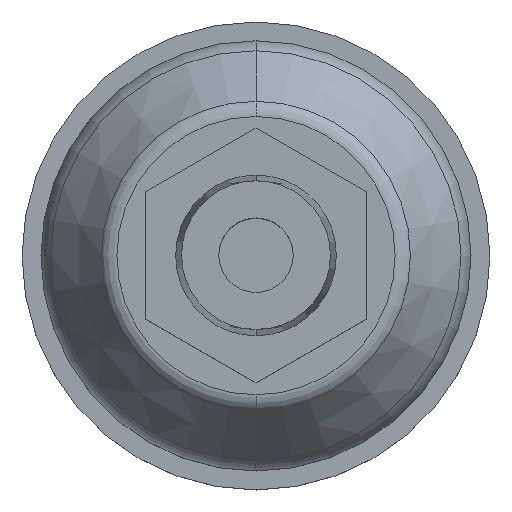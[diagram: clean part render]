
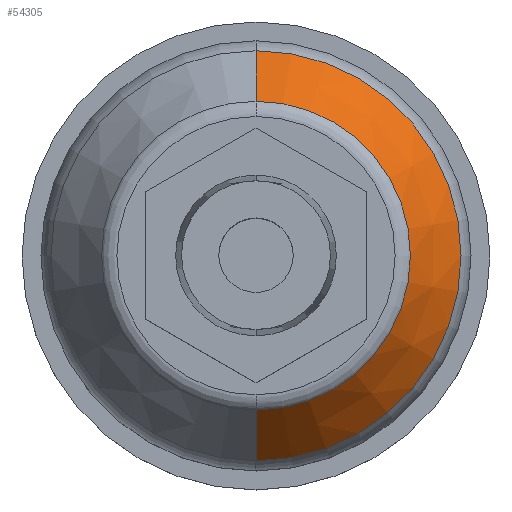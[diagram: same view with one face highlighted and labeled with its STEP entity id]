
A CAD part, top view. The second image highlights one B-rep face of the part: STEP entity #54305.
In plain terms, the highlighted conical face has half-angle 34.866 degrees and reference radius 15.335 mm.
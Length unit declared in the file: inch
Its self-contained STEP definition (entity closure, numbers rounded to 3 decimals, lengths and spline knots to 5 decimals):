
#53230=CARTESIAN_POINT('',(-0.34516,0.,0.));
#53231=DIRECTION('',(-1.,0.,0.));
#53232=DIRECTION('',(0.,-1.,0.));
#53233=AXIS2_PLACEMENT_3D('',#53230,#53231,#53232);
#53235=CARTESIAN_POINT('',(-0.58943,0.,0.));
#53236=DIRECTION('',(-1.,0.,0.));
#53237=DIRECTION('',(0.,-1.,0.));
#53238=AXIS2_PLACEMENT_3D('',#53235,#53236,#53237);
#53255=DIRECTION('',(-0.82,-0.572,0.));
#53256=VECTOR('',#53255,0.29771);
#53257=CARTESIAN_POINT('',(-0.34516,0.68884,
0.));
#53258=LINE('',#53257,#53256);
#53264=DIRECTION('',(-0.82,0.572,0.));
#53265=VECTOR('',#53264,0.29771);
#53266=CARTESIAN_POINT('',(-0.34516,-0.68884,
0.));
#53267=LINE('',#53266,#53265);
#53855=CARTESIAN_POINT('',(-0.58943,0.51865,0.));
#53856=CARTESIAN_POINT('',(-0.58943,-0.51865,0.));
#53857=VERTEX_POINT('',#53855);
#53858=VERTEX_POINT('',#53856);
#53859=CARTESIAN_POINT('',(-0.34516,0.68884,0.));
#53860=CARTESIAN_POINT('',(-0.34516,-0.68884,0.));
#53861=VERTEX_POINT('',#53859);
#53862=VERTEX_POINT('',#53860);
#54291=CARTESIAN_POINT('',(-0.46729,0.,0.));
#54292=DIRECTION('',(1.,0.,0.));
#54293=DIRECTION('',(0.,-1.,0.));
#54294=AXIS2_PLACEMENT_3D('',#54291,#54292,#54293);
#54295=CONICAL_SURFACE('',#54294,0.60375,34.866);
#54297=ORIENTED_EDGE('',*,*,#54296,.F.);
#54299=ORIENTED_EDGE('',*,*,#54298,.T.);
#54300=ORIENTED_EDGE('',*,*,#54285,.T.);
#54302=ORIENTED_EDGE('',*,*,#54301,.F.);
#54303=EDGE_LOOP('',(#54297,#54299,#54300,#54302));
#54304=FACE_OUTER_BOUND('',#54303,.F.);
#53234=CIRCLE('',#53233,0.68884);
#53239=CIRCLE('',#53238,0.51865);
#54285=EDGE_CURVE('',#53858,#53857,#53239,.T.);
#54296=EDGE_CURVE('',#53862,#53861,#53234,.T.);
#54298=EDGE_CURVE('',#53862,#53858,#53267,.T.);
#54301=EDGE_CURVE('',#53861,#53857,#53258,.T.);
#54305=ADVANCED_FACE('',(#54304),#54295,.T.);
